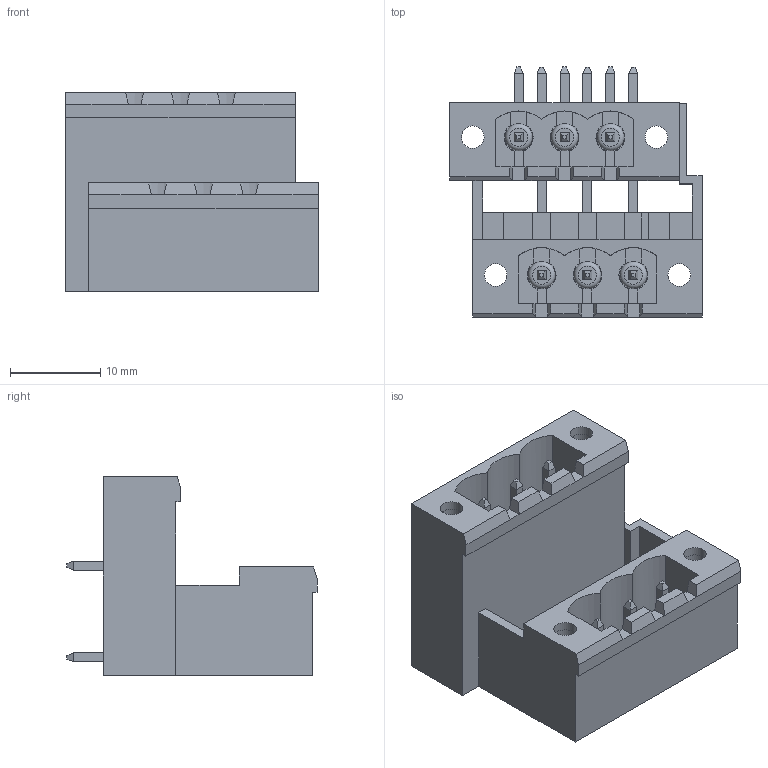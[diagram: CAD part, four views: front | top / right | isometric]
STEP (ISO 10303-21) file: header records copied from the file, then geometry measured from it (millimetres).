
FILE_DESCRIPTION( ( 'Unknown' ), '1' );
FILE_NAME( '691320510006.stp', 'Unknown', ( 'Unknown' ), ( 'Unknown' ), 'PSStep 15.0.49', 'Unknown', ' ' );
FILE_SCHEMA( ( 'AUTOMOTIVE_DESIGN { 1 0 10303 214 1 1 1 1 }' ) );
Length unit declared in the file: millimetre
Products named in the file (5): Assem1; 6913205100xx_PIN Courte; 6913205100xx_PIN Longue; 6913205100xx_INSERT; 691336500006
Assembly tree (11 placements, depth 2):
  Assem1
    6913205100xx_PIN Courte  x3
    6913205100xx_PIN Longue  x3
    6913205100xx_INSERT  x4
    691336500006
Bounding box: 27.94 x 27.7 x 22 mm (x, y, z)
Volume: 4150.8 mm3; surface area: 8424.7 mm2
Topology: 11 solids, 11 shells, 462 faces, 1235 edges, 801 vertices
Faces by surface type: plane 406, cylinder 42, torus 14
Full cylindrical faces by diameter (mm): 1.45 x4, 2.5 x8, 2.997 x3, 3 x3
Entity records: 14555 total; most frequent: CARTESIAN_POINT 2263, ORIENTED_EDGE 1962, DIRECTION 1805, EDGE_CURVE 981, LINE 879, VECTOR 879, VERTEX_POINT 657, AXIS2_PLACEMENT_3D 463
